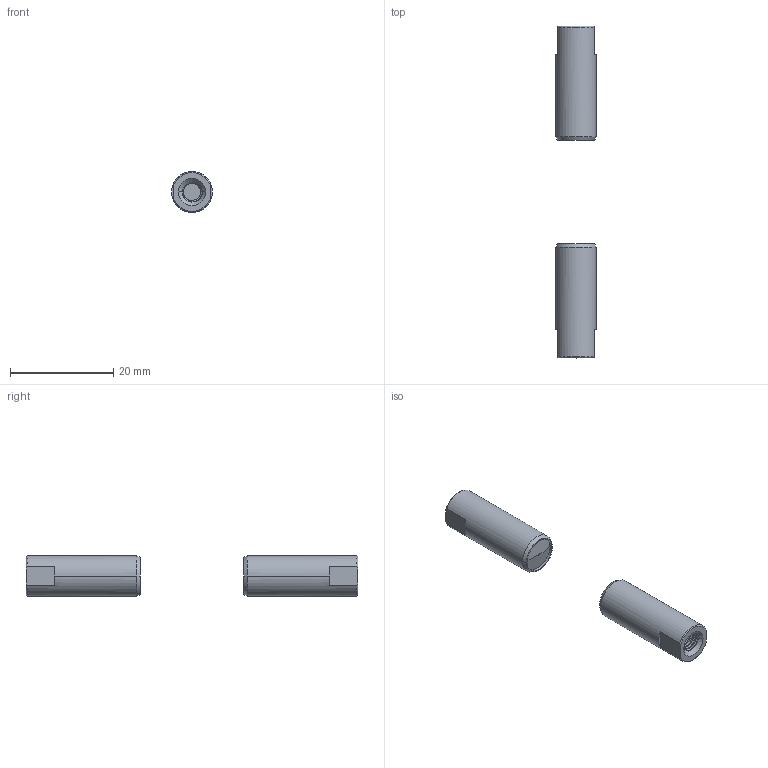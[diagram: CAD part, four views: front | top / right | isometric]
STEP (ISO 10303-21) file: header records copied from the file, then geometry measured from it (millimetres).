
FILE_DESCRIPTION((''),'2;1');
FILE_NAME('PT-8H_ASM','2021-09-17T16:33:37',('Administrator'),(''),'CREO PARAMETRIC BY PTC INC, 2018400','CREO PARAMETRIC BY PTC INC, 2018400','');
FILE_SCHEMA(('CONFIG_CONTROL_DESIGN'));
Length unit declared in the file: millimetre
Products named in the file (2): PRT0001_; PT-8H_ASM
Assembly tree (2 placements, depth 2):
  PT-8H_ASM
    PRT0001_  x2
Bounding box: 7.9 x 64.2 x 7.9 mm (x, y, z)
Volume: 1693.1 mm3; surface area: 1967.2 mm2
Topology: 2 solids, 2 shells, 196 faces, 534 edges, 342 vertices
Faces by surface type: cylinder 116, bspline 48, plane 16, cone 12, sphere 4
Entity records: 9978 total; most frequent: CARTESIAN_POINT 7807, ORIENTED_EDGE 530, DIRECTION 289, EDGE_CURVE 265, VERTEX_POINT 171, B_SPLINE_CURVE_WITH_KNOTS 155, AXIS2_PLACEMENT_3D 101, EDGE_LOOP 100
